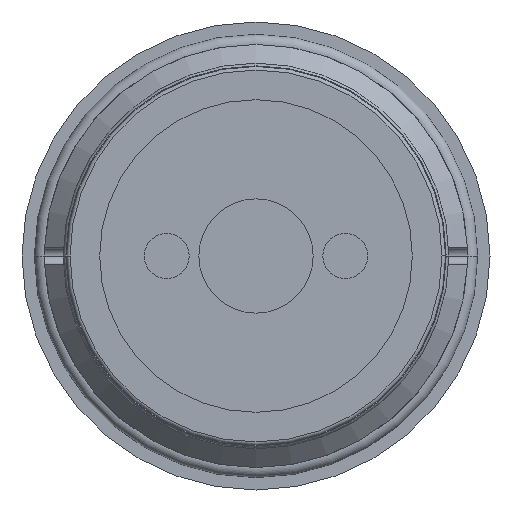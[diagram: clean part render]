
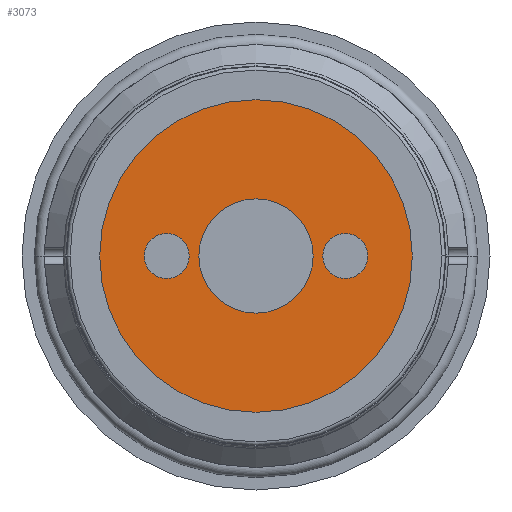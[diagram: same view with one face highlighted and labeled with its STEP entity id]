
A CAD part, front view. The second image highlights one B-rep face of the part: STEP entity #3073.
In plain terms, the highlighted face is planar.
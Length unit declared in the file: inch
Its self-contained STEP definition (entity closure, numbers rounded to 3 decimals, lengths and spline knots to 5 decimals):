
#2649=CARTESIAN_POINT('',(0.,0.,0.));
#2650=DIRECTION('',(-1.,0.,0.));
#2651=DIRECTION('',(0.,1.,0.));
#2652=AXIS2_PLACEMENT_3D('',#2649,#2650,#2651);
#2658=CARTESIAN_POINT('',(0.,0.,0.));
#2659=DIRECTION('',(-1.,0.,0.));
#2660=DIRECTION('',(0.,-1.,0.));
#2661=AXIS2_PLACEMENT_3D('',#2658,#2659,#2660);
#2666=CARTESIAN_POINT('',(0.,-0.5,0.));
#2667=DIRECTION('',(-1.,0.,0.));
#2668=DIRECTION('',(0.,1.,0.));
#2669=AXIS2_PLACEMENT_3D('',#2666,#2667,#2668);
#2674=CARTESIAN_POINT('',(0.,-0.5,0.));
#2675=DIRECTION('',(-1.,0.,0.));
#2676=DIRECTION('',(0.,-1.,0.));
#2677=AXIS2_PLACEMENT_3D('',#2674,#2675,#2676);
#2682=CARTESIAN_POINT('',(0.,0.5,0.));
#2683=DIRECTION('',(-1.,0.,0.));
#2684=DIRECTION('',(0.,-1.,0.));
#2685=AXIS2_PLACEMENT_3D('',#2682,#2683,#2684);
#2690=CARTESIAN_POINT('',(0.,0.5,0.));
#2691=DIRECTION('',(-1.,0.,0.));
#2692=DIRECTION('',(0.,1.,0.));
#2693=AXIS2_PLACEMENT_3D('',#2690,#2691,#2692);
#2712=CARTESIAN_POINT('',(0.,0.,0.));
#2713=DIRECTION('',(1.,0.,0.));
#2714=DIRECTION('',(0.,-1.,0.));
#2715=AXIS2_PLACEMENT_3D('',#2712,#2713,#2714);
#2720=CARTESIAN_POINT('',(0.,0.,0.));
#2721=DIRECTION('',(-1.,0.,0.));
#2722=DIRECTION('',(0.,-1.,0.));
#2723=AXIS2_PLACEMENT_3D('',#2720,#2721,#2722);
#2988=CARTESIAN_POINT('',(0.,-0.875,0.));
#2990=VERTEX_POINT('',#2988);
#2992=CARTESIAN_POINT('',(0.,0.875,0.));
#2994=VERTEX_POINT('',#2992);
#3012=CARTESIAN_POINT('',(0.,0.32,0.));
#3013=CARTESIAN_POINT('',(0.,-0.32,0.));
#3014=VERTEX_POINT('',#3012);
#3015=VERTEX_POINT('',#3013);
#3032=CARTESIAN_POINT('',(0.,-0.374,0.));
#3033=CARTESIAN_POINT('',(0.,-0.626,0.));
#3034=VERTEX_POINT('',#3032);
#3035=VERTEX_POINT('',#3033);
#3040=CARTESIAN_POINT('',(0.,0.374,0.));
#3041=CARTESIAN_POINT('',(0.,0.626,0.));
#3042=VERTEX_POINT('',#3040);
#3043=VERTEX_POINT('',#3041);
#3044=CARTESIAN_POINT('',(0.,0.,0.));
#3045=DIRECTION('',(-1.,0.,0.));
#3046=DIRECTION('',(0.,1.,0.));
#3047=AXIS2_PLACEMENT_3D('',#3044,#3045,#3046);
#3048=PLANE('',#3047);
#3050=ORIENTED_EDGE('',*,*,#3049,.T.);
#3052=ORIENTED_EDGE('',*,*,#3051,.F.);
#3053=EDGE_LOOP('',(#3050,#3052));
#3054=FACE_OUTER_BOUND('',#3053,.F.);
#3056=ORIENTED_EDGE('',*,*,#3055,.T.);
#3058=ORIENTED_EDGE('',*,*,#3057,.T.);
#3059=EDGE_LOOP('',(#3056,#3058));
#3060=FACE_BOUND('',#3059,.F.);
#3062=ORIENTED_EDGE('',*,*,#3061,.T.);
#3064=ORIENTED_EDGE('',*,*,#3063,.T.);
#3065=EDGE_LOOP('',(#3062,#3064));
#3066=FACE_BOUND('',#3065,.F.);
#3068=ORIENTED_EDGE('',*,*,#3067,.T.);
#3070=ORIENTED_EDGE('',*,*,#3069,.T.);
#3071=EDGE_LOOP('',(#3068,#3070));
#3072=FACE_BOUND('',#3071,.F.);
#2653=CIRCLE('',#2652,0.32);
#2662=CIRCLE('',#2661,0.32);
#2670=CIRCLE('',#2669,0.126);
#2678=CIRCLE('',#2677,0.126);
#2686=CIRCLE('',#2685,0.126);
#2694=CIRCLE('',#2693,0.126);
#2716=CIRCLE('',#2715,0.875);
#2724=CIRCLE('',#2723,0.875);
#3049=EDGE_CURVE('',#2990,#2994,#2716,.T.);
#3051=EDGE_CURVE('',#2990,#2994,#2724,.T.);
#3055=EDGE_CURVE('',#3014,#3015,#2653,.T.);
#3057=EDGE_CURVE('',#3015,#3014,#2662,.T.);
#3061=EDGE_CURVE('',#3034,#3035,#2670,.T.);
#3063=EDGE_CURVE('',#3035,#3034,#2678,.T.);
#3067=EDGE_CURVE('',#3042,#3043,#2686,.T.);
#3069=EDGE_CURVE('',#3043,#3042,#2694,.T.);
#3073=ADVANCED_FACE('',(#3054,#3060,#3066,#3072),#3048,.T.);
